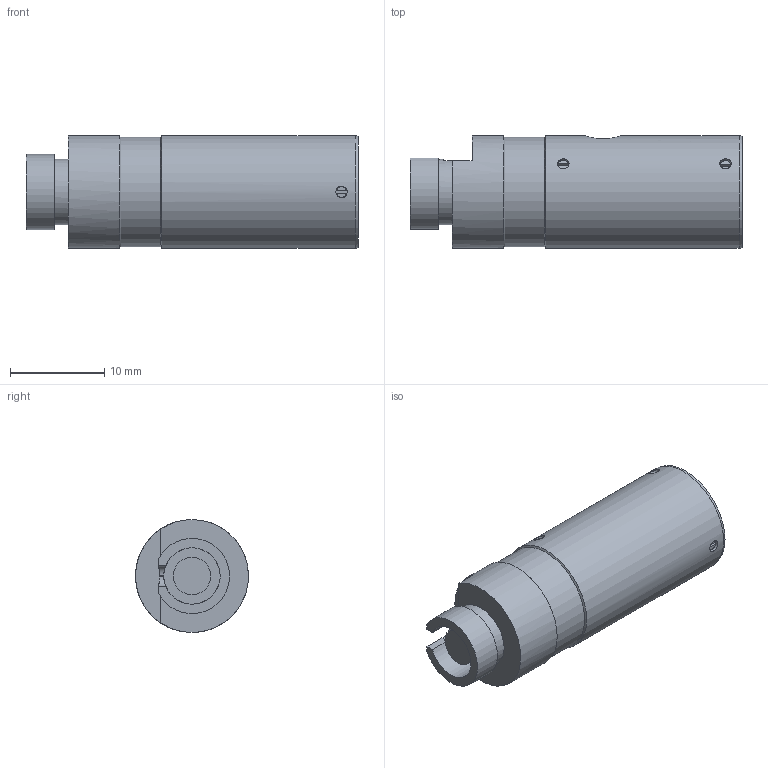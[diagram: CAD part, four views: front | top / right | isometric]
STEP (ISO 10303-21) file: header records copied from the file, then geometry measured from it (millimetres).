
FILE_DESCRIPTION(/* description */ (''),/* implementation_level */ '2;1');
FILE_NAME(/* name */ '970920520560_Shrinkwrap_1.stp',/* time_stamp */ '2020-08-05T15:40:24+02:00',/* author */ ('trapp'),/* organization */ (''),/* preprocessor_version */ 'ST-DEVELOPER v18',/* originating_system */ 'Autodesk Inventor 2020',/* authorisation */ '');
FILE_SCHEMA (('AUTOMOTIVE_DESIGN { 1 0 10303 214 3 1 1 }'));
Length unit declared in the file: millimetre
Products named in the file (1): 970920520560_Shrinkwrap_1
Bounding box: 35.3 x 12 x 12 mm (x, y, z)
Volume: 3323.8 mm3; surface area: 1748.4 mm2
Topology: 1 solids, 3 shells, 98 faces, 260 edges, 181 vertices
Faces by surface type: plane 46, cylinder 27, cone 22, sphere 3
Full cylindrical faces by diameter (mm): 0.8 x1, 1.221 x9, 3.1 x1, 4 x2, 6 x1, 7 x1, 8 x1, 11.6 x1, 12 x2
Entity records: 3592 total; most frequent: CARTESIAN_POINT 1005, ORIENTED_EDGE 518, DIRECTION 507, EDGE_CURVE 259, AXIS2_PLACEMENT_3D 203, VERTEX_POINT 181, EDGE_LOOP 112, CIRCLE 104
